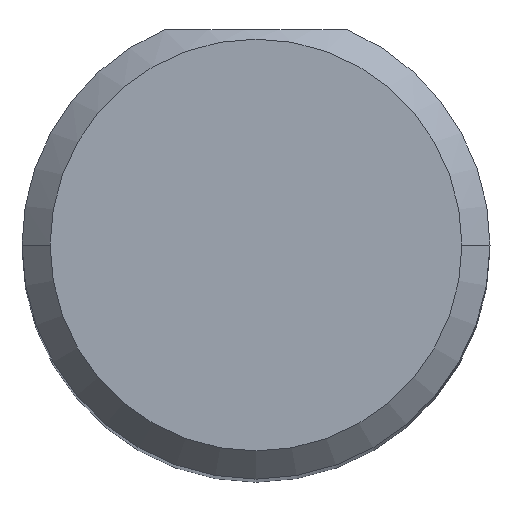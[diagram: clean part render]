
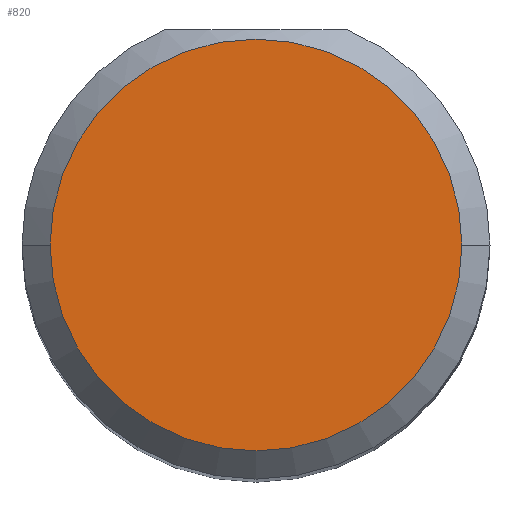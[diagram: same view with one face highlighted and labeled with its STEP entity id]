
A CAD part, top view. The second image highlights one B-rep face of the part: STEP entity #820.
In plain terms, the highlighted planar face has unit normal (0, 0, 1).
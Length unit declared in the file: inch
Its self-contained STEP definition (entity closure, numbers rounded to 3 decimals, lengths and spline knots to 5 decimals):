
#41 = DIRECTION ( 'NONE',  ( 0., 0., 1. ) ) ;
#151 = CIRCLE ( 'NONE', #1129, 0.11 ) ;
#178 = DIRECTION ( 'NONE',  ( 1., 0., 0. ) ) ;
#275 = CARTESIAN_POINT ( 'NONE',  ( -0.11, 0., 2.5 ) ) ;
#294 = CIRCLE ( 'NONE', #1076, 0.11 ) ;
#382 = ORIENTED_EDGE ( 'NONE', *, *, #657, .T. ) ;
#437 = AXIS2_PLACEMENT_3D ( 'NONE', #1114, #41, #1083 ) ;
#471 = FACE_OUTER_BOUND ( 'NONE', #1125, .T. ) ;
#488 = PLANE ( 'NONE',  #437 ) ;
#532 = DIRECTION ( 'NONE',  ( 0., 0., 1. ) ) ;
#578 = CARTESIAN_POINT ( 'NONE',  ( 0.11, 0., 2.5 ) ) ;
#632 = CARTESIAN_POINT ( 'NONE',  ( 0., 0., 2.5 ) ) ;
#657 = EDGE_CURVE ( 'NONE', #734, #1082, #151, .T. ) ;
#723 = DIRECTION ( 'NONE',  ( 0., 0., 1. ) ) ;
#734 = VERTEX_POINT ( 'NONE', #275 ) ;
#820 = ADVANCED_FACE ( 'NONE', ( #471 ), #488, .T. ) ;
#855 = EDGE_CURVE ( 'NONE', #1082, #734, #294, .T. ) ;
#878 = CARTESIAN_POINT ( 'NONE',  ( 0., 0., 2.5 ) ) ;
#905 = ORIENTED_EDGE ( 'NONE', *, *, #855, .T. ) ;
#1061 = DIRECTION ( 'NONE',  ( 1., 0., 0. ) ) ;
#1076 = AXIS2_PLACEMENT_3D ( 'NONE', #632, #723, #1061 ) ;
#1082 = VERTEX_POINT ( 'NONE', #578 ) ;
#1083 = DIRECTION ( 'NONE',  ( 1., 0., 0. ) ) ;
#1114 = CARTESIAN_POINT ( 'NONE',  ( 0., 0., 2.5 ) ) ;
#1125 = EDGE_LOOP ( 'NONE', ( #382, #905 ) ) ;
#1129 = AXIS2_PLACEMENT_3D ( 'NONE', #878, #532, #178 ) ;
